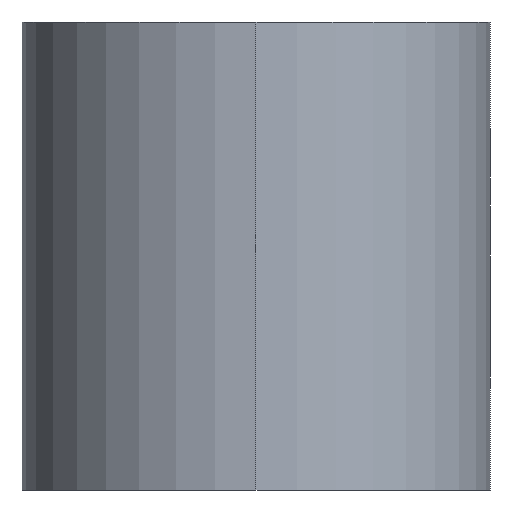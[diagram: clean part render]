
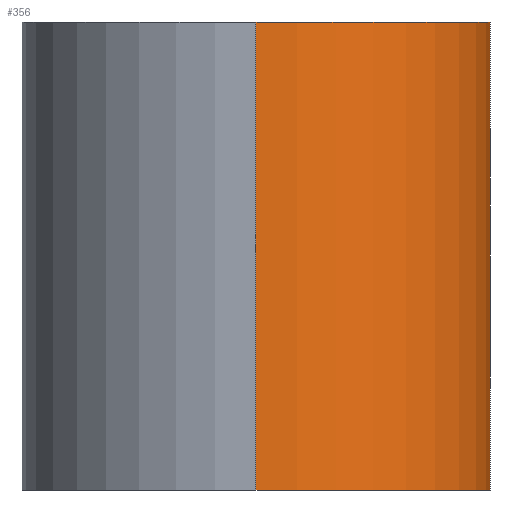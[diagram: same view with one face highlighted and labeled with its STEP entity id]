
A CAD part, left-side view. The second image highlights one B-rep face of the part: STEP entity #356.
In plain terms, the highlighted cylindrical face has radius 7.5 mm (diameter 15 mm), a partial arc.
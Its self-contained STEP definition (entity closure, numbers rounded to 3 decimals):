
#40 = CIRCLE ( 'NONE', #115, 7.5 ) ;
#48 = AXIS2_PLACEMENT_3D ( 'NONE', #293, #280, #279 ) ;
#63 = CIRCLE ( 'NONE', #48, 7.5 ) ;
#76 = AXIS2_PLACEMENT_3D ( 'NONE', #195, #193, #192 ) ;
#102 = VECTOR ( 'NONE', #256, 1000. ) ;
#104 = VECTOR ( 'NONE', #253, 1000. ) ;
#115 = AXIS2_PLACEMENT_3D ( 'NONE', #251, #250, #249 ) ;
#132 = CARTESIAN_POINT ( 'NONE',  ( -7.5, 0., -7.5 ) ) ;
#140 = CARTESIAN_POINT ( 'NONE',  ( -7.5, 0., 7.5 ) ) ;
#153 = CARTESIAN_POINT ( 'NONE',  ( 0., -7.5, -7.5 ) ) ;
#159 = CARTESIAN_POINT ( 'NONE',  ( 0., -7.5, 7.5 ) ) ;
#192 = DIRECTION ( 'NONE',  ( -1., 0., 0. ) ) ;
#193 = DIRECTION ( 'NONE',  ( 0., 0., -1. ) ) ;
#195 = CARTESIAN_POINT ( 'NONE',  ( 0., 0., 7.5 ) ) ;
#249 = DIRECTION ( 'NONE',  ( 1., 0., 0. ) ) ;
#250 = DIRECTION ( 'NONE',  ( 0., 0., 1. ) ) ;
#251 = CARTESIAN_POINT ( 'NONE',  ( 0., 0., 7.5 ) ) ;
#253 = DIRECTION ( 'NONE',  ( 0., 0., -1. ) ) ;
#254 = CARTESIAN_POINT ( 'NONE',  ( -7.5, 0., 7.5 ) ) ;
#256 = DIRECTION ( 'NONE',  ( 0., 0., -1. ) ) ;
#257 = CARTESIAN_POINT ( 'NONE',  ( 0., -7.5, 7.5 ) ) ;
#279 = DIRECTION ( 'NONE',  ( 1., 0., 0. ) ) ;
#280 = DIRECTION ( 'NONE',  ( 0., 0., 1. ) ) ;
#293 = CARTESIAN_POINT ( 'NONE',  ( 0., 0., -7.5 ) ) ;
#338 = EDGE_CURVE ( 'NONE', #555, #537, #63, .T. ) ;
#339 = EDGE_CURVE ( 'NONE', #532, #537, #397, .T. ) ;
#340 = EDGE_CURVE ( 'NONE', #550, #555, #396, .T. ) ;
#341 = EDGE_CURVE ( 'NONE', #550, #532, #40, .T. ) ;
#356 = ADVANCED_FACE ( 'NONE', ( #379 ), #381, .T. ) ;
#379 = FACE_OUTER_BOUND ( 'NONE', #428, .T. ) ;
#381 = CYLINDRICAL_SURFACE ( 'NONE', #76, 7.5 ) ;
#396 = LINE ( 'NONE', #254, #104 ) ;
#397 = LINE ( 'NONE', #257, #102 ) ;
#428 = EDGE_LOOP ( 'NONE', ( #453, #455, #454, #456 ) ) ;
#453 = ORIENTED_EDGE ( 'NONE', *, *, #341, .F. ) ;
#454 = ORIENTED_EDGE ( 'NONE', *, *, #338, .T. ) ;
#455 = ORIENTED_EDGE ( 'NONE', *, *, #340, .T. ) ;
#456 = ORIENTED_EDGE ( 'NONE', *, *, #339, .F. ) ;
#532 = VERTEX_POINT ( 'NONE', #159 ) ;
#537 = VERTEX_POINT ( 'NONE', #153 ) ;
#550 = VERTEX_POINT ( 'NONE', #140 ) ;
#555 = VERTEX_POINT ( 'NONE', #132 ) ;
